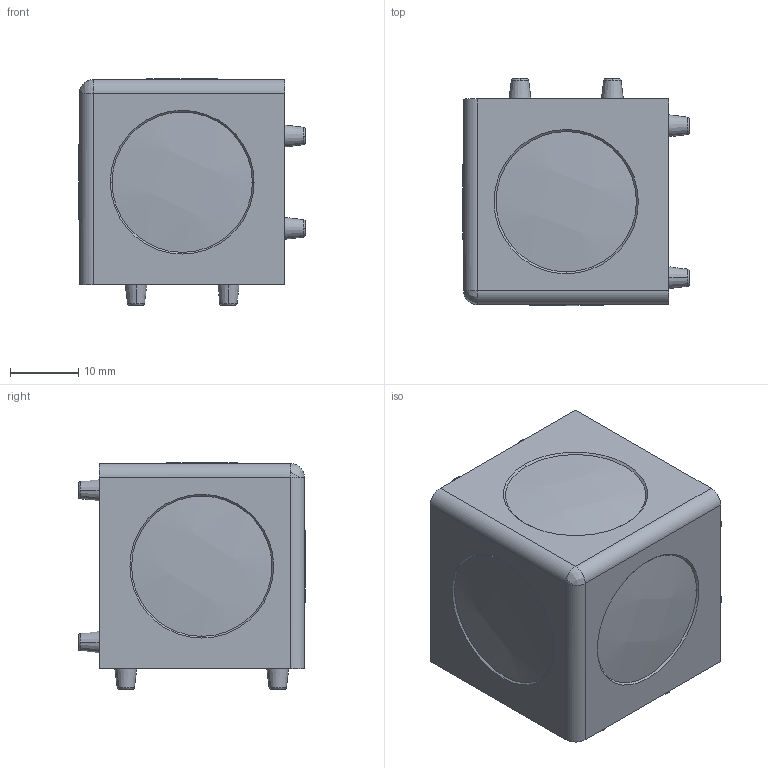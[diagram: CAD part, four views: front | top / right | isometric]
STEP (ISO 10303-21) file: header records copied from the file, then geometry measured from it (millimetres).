
FILE_DESCRIPTION (( 'STEP AP203' ), '1' );
FILE_NAME ('151186.step', '2021-06-03T16:33:05', ( '' ), ( '' ), 'SwSTEP 2.0', 'SolidWorks 2021', '' );
FILE_SCHEMA (( 'CONFIG_CONTROL_DESIGN' ));
Length unit declared in the file: millimetre
Products named in the file (1): 151186
Bounding box: 33.14 x 33.14 x 33.14 mm (x, y, z)
Volume: 15488.8 mm3; surface area: 10523.1 mm2
Topology: 4 solids, 4 shells, 215 faces, 554 edges, 361 vertices
Faces by surface type: bspline 62, cone 60, plane 55, cylinder 38
Entity records: 9453 total; most frequent: CARTESIAN_POINT 4343, ORIENTED_EDGE 1108, DIRECTION 1044, EDGE_CURVE 554, AXIS2_PLACEMENT_3D 443, VERTEX_POINT 361, CIRCLE 289, EDGE_LOOP 239
